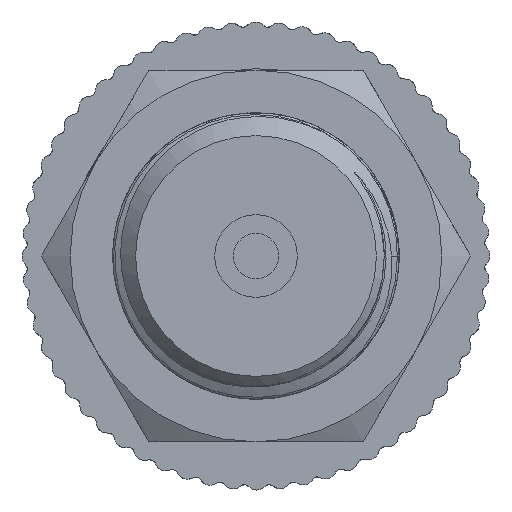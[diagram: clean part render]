
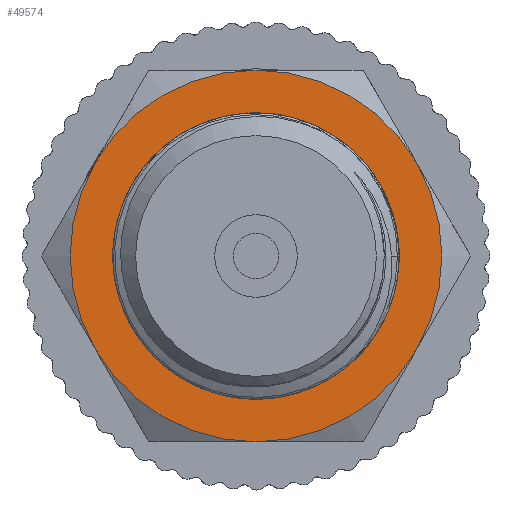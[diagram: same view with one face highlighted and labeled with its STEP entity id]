
A CAD part, left-side view. The second image highlights one B-rep face of the part: STEP entity #49574.
In plain terms, the highlighted planar face has unit normal (-1, 0, 0).
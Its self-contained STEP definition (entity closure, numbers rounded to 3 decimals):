
#138=PLANE('',#52197);
#2969=FACE_BOUND('',#6071,.T.);
#3366=FACE_OUTER_BOUND('',#6070,.T.);
#6070=EDGE_LOOP('',(#34669));
#6071=EDGE_LOOP('',(#34670));
#8545=CIRCLE('',#52187,10.);
#8547=CIRCLE('',#52195,13.5);
#20371=VERTEX_POINT('',#85179);
#20372=VERTEX_POINT('',#87033);
#25890=EDGE_CURVE('',#20371,#20371,#8545,.T.);
#25898=EDGE_CURVE('',#20372,#20372,#8547,.T.);
#34669=ORIENTED_EDGE('',*,*,#25898,.F.);
#34670=ORIENTED_EDGE('',*,*,#25890,.T.);
#49574=ADVANCED_FACE('',(#3366,#2969),#138,.T.);
#52187=AXIS2_PLACEMENT_3D('',#85180,#56870,#56871);
#52195=AXIS2_PLACEMENT_3D('',#87035,#56889,#56890);
#52197=AXIS2_PLACEMENT_3D('',#87037,#56893,#56894);
#56870=DIRECTION('center_axis',(1.,0.,0.));
#56871=DIRECTION('ref_axis',(0.,0.,-1.));
#56889=DIRECTION('center_axis',(1.,0.,0.));
#56890=DIRECTION('ref_axis',(0.,0.,-1.));
#56893=DIRECTION('center_axis',(-1.,0.,0.));
#56894=DIRECTION('ref_axis',(0.,0.,1.));
#85179=CARTESIAN_POINT('',(-47.,0.,10.));
#85180=CARTESIAN_POINT('Origin',(-47.,0.,0.));
#87033=CARTESIAN_POINT('',(-47.,-13.5,0.));
#87035=CARTESIAN_POINT('Origin',(-47.,0.,0.));
#87037=CARTESIAN_POINT('Origin',(-47.,13.5,0.));
